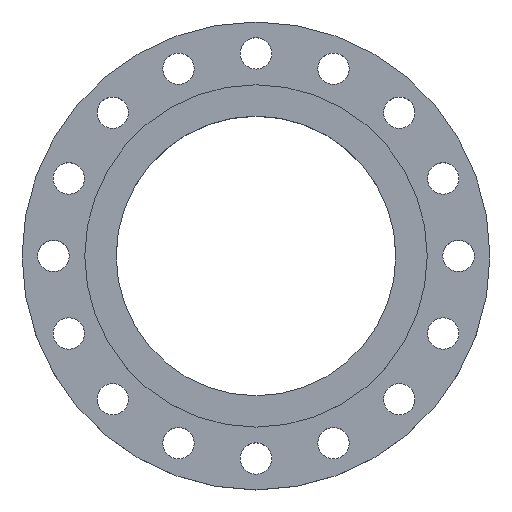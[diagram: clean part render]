
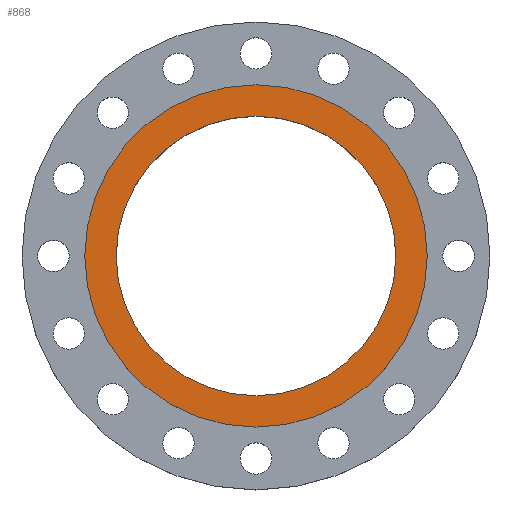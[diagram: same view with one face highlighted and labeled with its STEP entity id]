
A CAD part, top view. The second image highlights one B-rep face of the part: STEP entity #868.
In plain terms, the highlighted planar face has unit normal (0, 0, 1).
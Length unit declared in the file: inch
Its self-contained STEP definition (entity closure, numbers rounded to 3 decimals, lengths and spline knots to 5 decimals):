
#5 = CARTESIAN_POINT ( 'NONE',  ( 0., 0., 0. ) ) ;
#112 = AXIS2_PLACEMENT_3D ( 'NONE', #1038, #1141, #202 ) ;
#115 = DIRECTION ( 'NONE',  ( 1., 0., 0. ) ) ;
#173 = EDGE_CURVE ( 'NONE', #507, #1504, #1685, .T. ) ;
#185 = EDGE_LOOP ( 'NONE', ( #1582, #1378 ) ) ;
#200 = VERTEX_POINT ( 'NONE', #917 ) ;
#202 = DIRECTION ( 'NONE',  ( -1., 0., 0. ) ) ;
#206 = AXIS2_PLACEMENT_3D ( 'NONE', #987, #1253, #1647 ) ;
#218 = PLANE ( 'NONE',  #112 ) ;
#219 = AXIS2_PLACEMENT_3D ( 'NONE', #1332, #242, #398 ) ;
#231 = EDGE_LOOP ( 'NONE', ( #526, #289 ) ) ;
#242 = DIRECTION ( 'NONE',  ( 0., 0., 1. ) ) ;
#289 = ORIENTED_EDGE ( 'NONE', *, *, #1464, .F. ) ;
#398 = DIRECTION ( 'NONE',  ( 1., 0., 0. ) ) ;
#507 = VERTEX_POINT ( 'NONE', #1465 ) ;
#526 = ORIENTED_EDGE ( 'NONE', *, *, #173, .F. ) ;
#531 = EDGE_CURVE ( 'NONE', #1263, #200, #1061, .T. ) ;
#601 = DIRECTION ( 'NONE',  ( 0., 0., 1. ) ) ;
#626 = EDGE_CURVE ( 'NONE', #200, #1263, #863, .T. ) ;
#797 = DIRECTION ( 'NONE',  ( 0., 0., 1. ) ) ;
#804 = CARTESIAN_POINT ( 'NONE',  ( -7.5, 0., 0. ) ) ;
#863 = CIRCLE ( 'NONE', #206, 7.5 ) ;
#868 = ADVANCED_FACE ( 'NONE', ( #1546, #895 ), #218, .F. ) ;
#895 = FACE_OUTER_BOUND ( 'NONE', #185, .T. ) ;
#915 = AXIS2_PLACEMENT_3D ( 'NONE', #5, #797, #115 ) ;
#917 = CARTESIAN_POINT ( 'NONE',  ( 7.5, 0., 0. ) ) ;
#952 = CIRCLE ( 'NONE', #1070, 6.125 ) ;
#987 = CARTESIAN_POINT ( 'NONE',  ( 0., 0., 0. ) ) ;
#1038 = CARTESIAN_POINT ( 'NONE',  ( 0., 6.125, 0. ) ) ;
#1061 = CIRCLE ( 'NONE', #915, 7.5 ) ;
#1070 = AXIS2_PLACEMENT_3D ( 'NONE', #1684, #601, #1400 ) ;
#1141 = DIRECTION ( 'NONE',  ( 0., 0., -1. ) ) ;
#1253 = DIRECTION ( 'NONE',  ( 0., 0., 1. ) ) ;
#1263 = VERTEX_POINT ( 'NONE', #804 ) ;
#1332 = CARTESIAN_POINT ( 'NONE',  ( 0., 0., 0. ) ) ;
#1378 = ORIENTED_EDGE ( 'NONE', *, *, #531, .T. ) ;
#1400 = DIRECTION ( 'NONE',  ( 1., 0., 0. ) ) ;
#1464 = EDGE_CURVE ( 'NONE', #1504, #507, #952, .T. ) ;
#1465 = CARTESIAN_POINT ( 'NONE',  ( 6.125, 0., 0. ) ) ;
#1504 = VERTEX_POINT ( 'NONE', #1557 ) ;
#1546 = FACE_BOUND ( 'NONE', #231, .T. ) ;
#1557 = CARTESIAN_POINT ( 'NONE',  ( -6.125, 0., 0. ) ) ;
#1582 = ORIENTED_EDGE ( 'NONE', *, *, #626, .T. ) ;
#1647 = DIRECTION ( 'NONE',  ( 1., 0., 0. ) ) ;
#1684 = CARTESIAN_POINT ( 'NONE',  ( 0., 0., 0. ) ) ;
#1685 = CIRCLE ( 'NONE', #219, 6.125 ) ;
